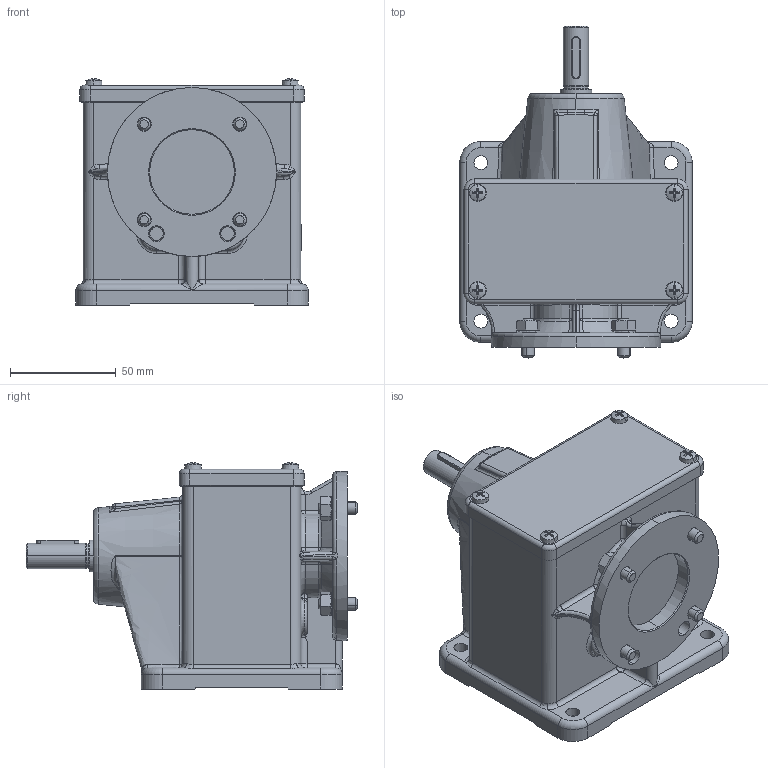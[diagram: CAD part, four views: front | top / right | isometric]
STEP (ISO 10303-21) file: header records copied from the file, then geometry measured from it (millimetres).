
FILE_DESCRIPTION (( 'STEP AP203' ), '1' );
FILE_NAME ('Getriebe SG150 B3.STEP', '2018-02-21T13:18:17', ( '' ), ( '' ), 'SwSTEP 2.0', 'SolidWorks 2017', '' );
FILE_SCHEMA (( 'CONFIG_CONTROL_DESIGN' ));
Length unit declared in the file: millimetre
Products named in the file (1): Getriebe SG150 B3
Bounding box: 110 x 157 x 107.06 mm (x, y, z)
Volume: 780572.6 mm3; surface area: 92389.1 mm2
Topology: 5 solids, 5 shells, 1174 faces, 2990 edges, 1838 vertices
Faces by surface type: plane 540, cylinder 266, cone 176, bspline 90, torus 70, sphere 32
Entity records: 40369 total; most frequent: CARTESIAN_POINT 12381, ORIENTED_EDGE 5920, DIRECTION 5859, EDGE_CURVE 2960, AXIS2_PLACEMENT_3D 2179, VERTEX_POINT 1838, LINE 1501, VECTOR 1501
